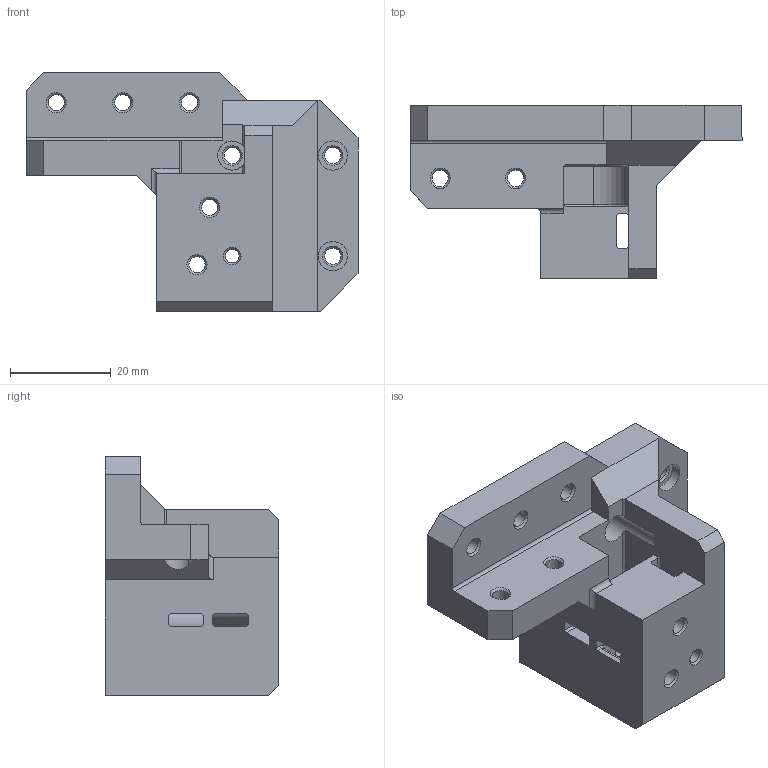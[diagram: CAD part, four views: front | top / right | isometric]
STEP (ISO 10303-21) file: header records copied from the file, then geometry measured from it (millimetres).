
FILE_DESCRIPTION(/* description */ (''),/* implementation_level */ '2;1');
FILE_NAME(/* name */ 'RightXZCarriage v21.step',/* time_stamp */ '2025-04-20T18:25:21+10:00',/* author */ (''),/* organization */ (''),/* preprocessor_version */ 'ST-DEVELOPER v20.1',/* originating_system */ 'Autodesk Translation Framework v14.4.0.0',/* authorisation */ '');
FILE_SCHEMA (('AUTOMOTIVE_DESIGN { 1 0 10303 214 3 1 1 }'));
Length unit declared in the file: millimetre
Products named in the file (2): RightXZCarriage; CoreBlock v3
Assembly tree (1 placements, depth 2):
  RightXZCarriage
    CoreBlock v3
Bounding box: 66 x 34.5 x 47.5 mm (x, y, z)
Volume: 33978.5 mm3; surface area: 12764.3 mm2
Topology: 1 solids, 1 shells, 252 faces, 664 edges, 411 vertices
Faces by surface type: plane 184, cone 34, cylinder 34
Full cylindrical faces by diameter (mm): 2.7 x1, 3.2 x11, 5.8 x7
Entity records: 7773 total; most frequent: CARTESIAN_POINT 1372, ORIENTED_EDGE 1328, DIRECTION 1312, EDGE_CURVE 664, LINE 504, VECTOR 504, VERTEX_POINT 411, AXIS2_PLACEMENT_3D 404
